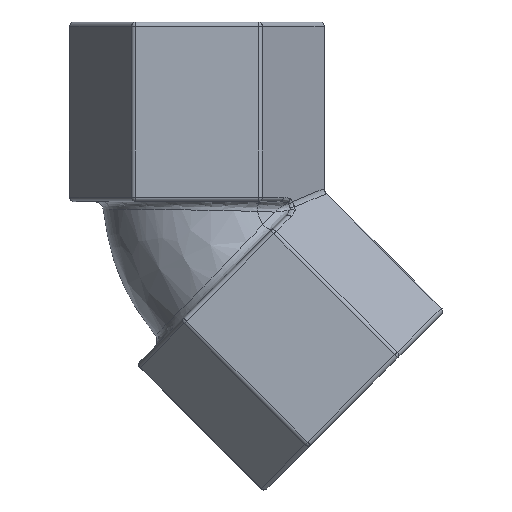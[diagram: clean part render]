
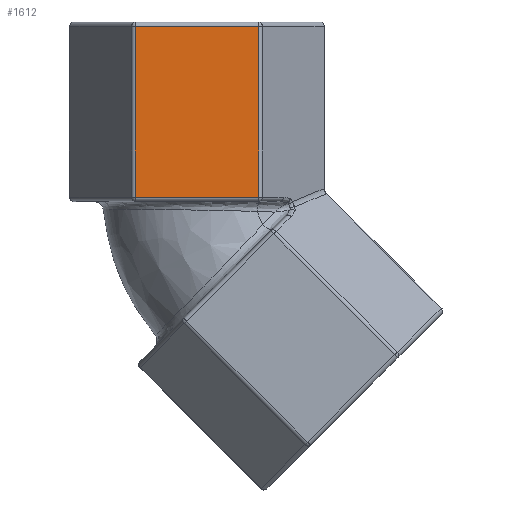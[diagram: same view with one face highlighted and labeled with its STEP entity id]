
A CAD part, left-side view. The second image highlights one B-rep face of the part: STEP entity #1612.
In plain terms, the highlighted planar face has unit normal (-1, 0, 0).
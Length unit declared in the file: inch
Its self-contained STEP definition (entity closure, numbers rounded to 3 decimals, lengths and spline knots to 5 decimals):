
#38=PLANE('',#1818);
#66=LINE('',#2489,#146);
#74=LINE('',#2528,#154);
#114=LINE('',#2709,#194);
#117=LINE('',#2717,#197);
#146=VECTOR('',#1860,0.3937);
#154=VECTOR('',#1910,0.3937);
#194=VECTOR('',#2116,0.3937);
#197=VECTOR('',#2125,0.3937);
#367=FACE_OUTER_BOUND('',#478,.T.);
#478=EDGE_LOOP('',(#1471,#1472,#1473,#1474));
#652=VERTEX_POINT('',#2483);
#654=VERTEX_POINT('',#2487);
#664=VERTEX_POINT('',#2526);
#714=VERTEX_POINT('',#2708);
#787=EDGE_CURVE('',#654,#652,#66,.T.);
#807=EDGE_CURVE('',#664,#654,#74,.T.);
#893=EDGE_CURVE('',#652,#714,#114,.T.);
#898=EDGE_CURVE('',#714,#664,#117,.T.);
#1471=ORIENTED_EDGE('',*,*,#787,.F.);
#1472=ORIENTED_EDGE('',*,*,#807,.F.);
#1473=ORIENTED_EDGE('',*,*,#898,.F.);
#1474=ORIENTED_EDGE('',*,*,#893,.F.);
#1612=ADVANCED_FACE('',(#367),#38,.T.);
#1818=AXIS2_PLACEMENT_3D('',#4170,#2271,#2272);
#1860=DIRECTION('',(0.,-1.,0.));
#1910=DIRECTION('',(0.,0.,1.));
#2116=DIRECTION('',(0.,0.,-1.));
#2125=DIRECTION('',(0.,1.,0.));
#2271=DIRECTION('center_axis',(-1.,0.,0.));
#2272=DIRECTION('ref_axis',(0.,0.,1.));
#2483=CARTESIAN_POINT('',(-0.8125,-0.45105,1.59375));
#2487=CARTESIAN_POINT('',(-0.8125,0.45105,1.59375));
#2489=CARTESIAN_POINT('',(-0.8125,0.23455,1.59375));
#2526=CARTESIAN_POINT('',(-0.8125,0.45105,0.34375));
#2528=CARTESIAN_POINT('',(-0.8125,0.45105,1.625));
#2708=CARTESIAN_POINT('',(-0.8125,-0.45105,0.34375));
#2709=CARTESIAN_POINT('',(-0.8125,-0.45105,1.625));
#2717=CARTESIAN_POINT('',(-0.8125,0.23455,0.34375));
#4170=CARTESIAN_POINT('Origin',(-0.8125,0.4691,1.625));
